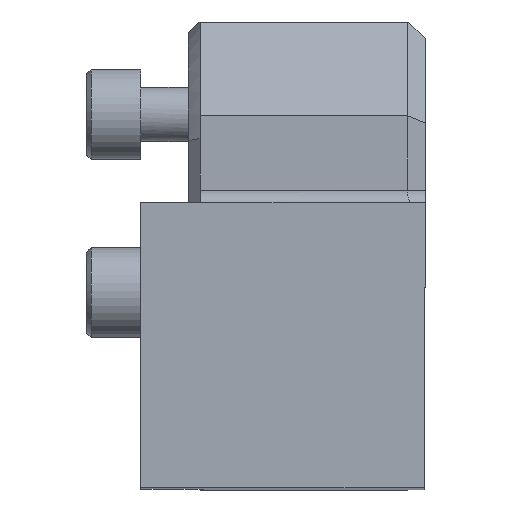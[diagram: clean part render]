
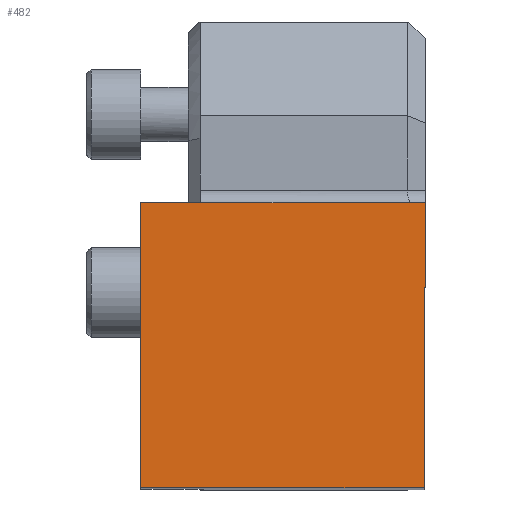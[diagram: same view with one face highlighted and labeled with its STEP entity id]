
A CAD part, top view. The second image highlights one B-rep face of the part: STEP entity #482.
In plain terms, the highlighted planar face has unit normal (0, 0, 1).
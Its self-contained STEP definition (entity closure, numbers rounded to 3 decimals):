
#77=FACE_OUTER_BOUND('',#704,.T.);
#171=PLANE('',#1626);
#245=LINE('',#2459,#348);
#267=LINE('',#2520,#370);
#272=LINE('',#2530,#375);
#273=LINE('',#2535,#376);
#348=VECTOR('',#1919,1.);
#370=VECTOR('',#1963,1.);
#375=VECTOR('',#1970,1.);
#376=VECTOR('',#1977,1.);
#482=ADVANCED_FACE('',(#77),#171,.F.);
#704=EDGE_LOOP('',(#1021,#1022,#1023,#1024));
#1021=ORIENTED_EDGE('',*,*,#1407,.F.);
#1022=ORIENTED_EDGE('',*,*,#1415,.F.);
#1023=ORIENTED_EDGE('',*,*,#1379,.F.);
#1024=ORIENTED_EDGE('',*,*,#1412,.F.);
#1216=VERTEX_POINT('',#2458);
#1217=VERTEX_POINT('',#2460);
#1236=VERTEX_POINT('',#2519);
#1237=VERTEX_POINT('',#2521);
#1379=EDGE_CURVE('',#1216,#1217,#245,.T.);
#1407=EDGE_CURVE('',#1236,#1237,#267,.T.);
#1412=EDGE_CURVE('',#1237,#1216,#272,.T.);
#1415=EDGE_CURVE('',#1217,#1236,#273,.T.);
#1626=AXIS2_PLACEMENT_3D('',#2539,#1982,#1983);
#1919=DIRECTION('',(0.,1.,0.));
#1963=DIRECTION('',(-0.004,-1.,0.));
#1970=DIRECTION('',(-1.,0.,0.));
#1977=DIRECTION('',(1.,0.,0.));
#1982=DIRECTION('',(0.,0.,-1.));
#1983=DIRECTION('',(1.,0.,0.));
#2458=CARTESIAN_POINT('',(-31.6,0.,0.));
#2459=CARTESIAN_POINT('',(-31.6,0.,0.));
#2460=CARTESIAN_POINT('',(-31.6,31.6,0.));
#2519=CARTESIAN_POINT('',(0.,31.6,0.));
#2520=CARTESIAN_POINT('',(0.,31.6,0.));
#2521=CARTESIAN_POINT('',(-0.138,0.,0.));
#2530=CARTESIAN_POINT('',(-0.138,0.,0.));
#2535=CARTESIAN_POINT('',(-31.6,31.6,0.));
#2539=CARTESIAN_POINT('',(-0.138,0.,0.));
